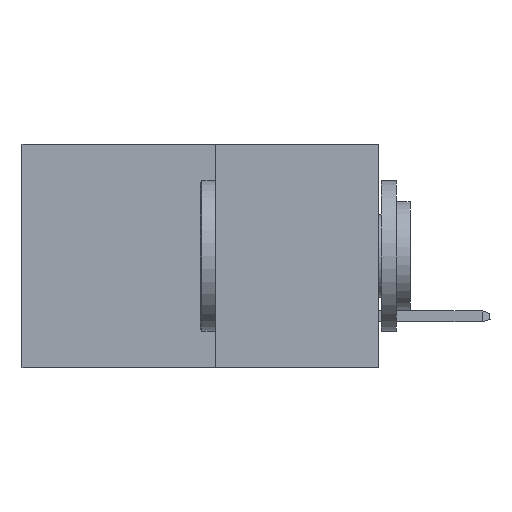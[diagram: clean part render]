
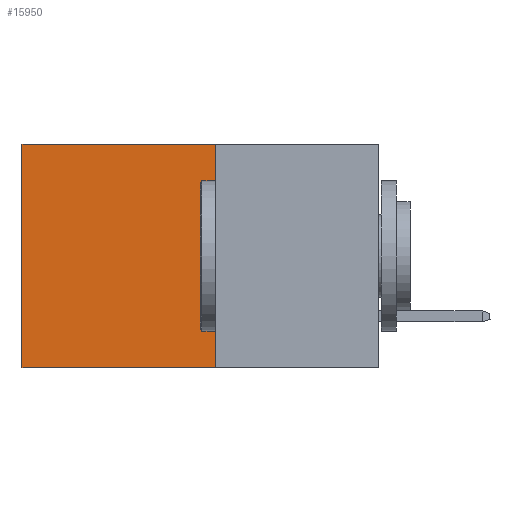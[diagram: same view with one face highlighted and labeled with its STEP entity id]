
A CAD part, left-side view. The second image highlights one B-rep face of the part: STEP entity #15950.
In plain terms, the highlighted planar face has unit normal (-1, 0, 0).
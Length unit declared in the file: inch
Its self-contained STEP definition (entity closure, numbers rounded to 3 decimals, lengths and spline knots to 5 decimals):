
#101 = LINE ( 'NONE', #161, #10723 ) ;
#161 = CARTESIAN_POINT ( 'NONE',  ( 0.277, 0.27, 0. ) ) ;
#2344 = VECTOR ( 'NONE', #5294, 39.37008 ) ;
#3073 = DIRECTION ( 'NONE',  ( 0., 1., 0. ) ) ;
#3313 = EDGE_CURVE ( 'NONE', #9000, #5771, #14316, .T. ) ;
#3807 = CARTESIAN_POINT ( 'NONE',  ( 0.277, 0.27, 0. ) ) ;
#4183 = FACE_OUTER_BOUND ( 'NONE', #8556, .T. ) ;
#5294 = DIRECTION ( 'NONE',  ( 0., 1., 0. ) ) ;
#5771 = VERTEX_POINT ( 'NONE', #13237 ) ;
#6448 = ORIENTED_EDGE ( 'NONE', *, *, #3313, .T. ) ;
#6606 = ORIENTED_EDGE ( 'NONE', *, *, #18089, .F. ) ;
#6725 = VECTOR ( 'NONE', #18348, 39.37008 ) ;
#7448 = DIRECTION ( 'NONE',  ( 1., 0., 0. ) ) ;
#8556 = EDGE_LOOP ( 'NONE', ( #6448, #6606, #16625, #12530 ) ) ;
#9000 = VERTEX_POINT ( 'NONE', #18140 ) ;
#9085 = EDGE_CURVE ( 'NONE', #15171, #13712, #14820, .T. ) ;
#10723 = VECTOR ( 'NONE', #3073, 39.37008 ) ;
#12138 = CARTESIAN_POINT ( 'NONE',  ( 0.277, 0.27, -0.37 ) ) ;
#12223 = AXIS2_PLACEMENT_3D ( 'NONE', #16002, #7448, #17417 ) ;
#12530 = ORIENTED_EDGE ( 'NONE', *, *, #17846, .T. ) ;
#12615 = DIRECTION ( 'NONE',  ( 0., 0., -1. ) ) ;
#13134 = PLANE ( 'NONE',  #12223 ) ;
#13237 = CARTESIAN_POINT ( 'NONE',  ( 0.277, 0.59, -0.37 ) ) ;
#13712 = VERTEX_POINT ( 'NONE', #12138 ) ;
#14041 = CARTESIAN_POINT ( 'NONE',  ( 0.277, 0.27, -0.37 ) ) ;
#14316 = LINE ( 'NONE', #18493, #6725 ) ;
#14820 = LINE ( 'NONE', #14041, #15286 ) ;
#15171 = VERTEX_POINT ( 'NONE', #3807 ) ;
#15286 = VECTOR ( 'NONE', #12615, 39.37008 ) ;
#15950 = ADVANCED_FACE ( 'NONE', ( #4183 ), #13134, .F. ) ;
#16002 = CARTESIAN_POINT ( 'NONE',  ( 0.277, 0.27, -0.37 ) ) ;
#16625 = ORIENTED_EDGE ( 'NONE', *, *, #9085, .F. ) ;
#17417 = DIRECTION ( 'NONE',  ( 0., 0., -1. ) ) ;
#17587 = LINE ( 'NONE', #18159, #2344 ) ;
#17846 = EDGE_CURVE ( 'NONE', #15171, #9000, #101, .T. ) ;
#18089 = EDGE_CURVE ( 'NONE', #13712, #5771, #17587, .T. ) ;
#18140 = CARTESIAN_POINT ( 'NONE',  ( 0.277, 0.59, 0. ) ) ;
#18159 = CARTESIAN_POINT ( 'NONE',  ( 0.277, 0.27, -0.37 ) ) ;
#18348 = DIRECTION ( 'NONE',  ( 0., 0., -1. ) ) ;
#18493 = CARTESIAN_POINT ( 'NONE',  ( 0.277, 0.59, -0.37 ) ) ;
